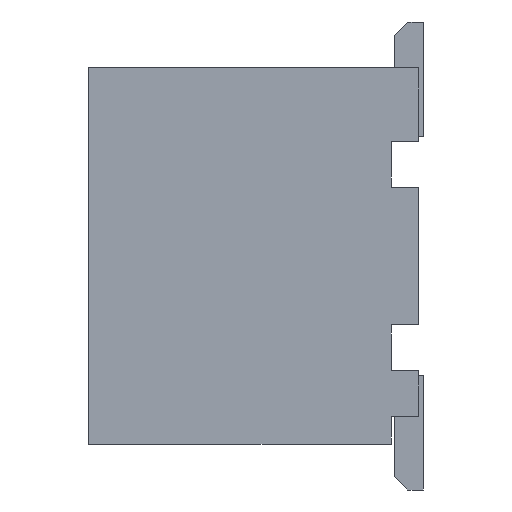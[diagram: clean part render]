
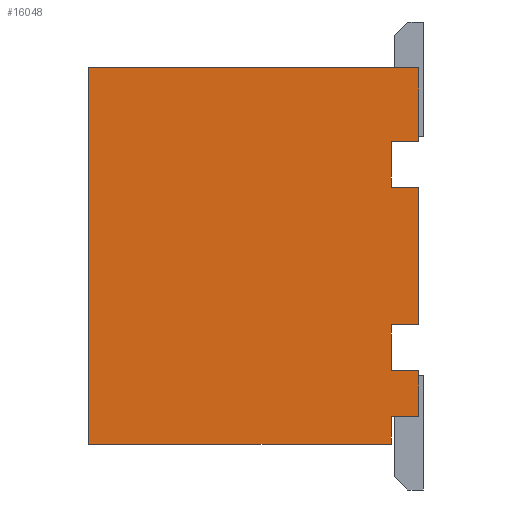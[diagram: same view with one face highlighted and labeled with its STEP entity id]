
A CAD part, left-side view. The second image highlights one B-rep face of the part: STEP entity #16048.
In plain terms, the highlighted planar face has unit normal (-1, 0, 0).
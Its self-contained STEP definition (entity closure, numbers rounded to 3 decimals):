
#1=DIRECTION('',(0.,-1.,0.));
#2=VECTOR('',#1,3.6);
#3=CARTESIAN_POINT('',(-5.7,1.8,2.05));
#4=LINE('',#3,#2);
#5=DIRECTION('',(0.,0.,-1.));
#6=VECTOR('',#5,0.8);
#7=CARTESIAN_POINT('',(-5.7,-1.8,2.05));
#8=LINE('',#7,#6);
#9=DIRECTION('',(0.,1.,0.));
#10=VECTOR('',#9,0.3);
#11=CARTESIAN_POINT('',(-5.7,-1.8,1.25));
#12=LINE('',#11,#10);
#13=DIRECTION('',(0.,0.,-1.));
#14=VECTOR('',#13,0.5);
#15=CARTESIAN_POINT('',(-5.7,-1.5,1.25));
#16=LINE('',#15,#14);
#17=DIRECTION('',(0.,-1.,0.));
#18=VECTOR('',#17,0.3);
#19=CARTESIAN_POINT('',(-5.7,-1.5,0.75));
#20=LINE('',#19,#18);
#21=DIRECTION('',(0.,0.,-1.));
#22=VECTOR('',#21,1.5);
#23=CARTESIAN_POINT('',(-5.7,-1.8,0.75));
#24=LINE('',#23,#22);
#25=DIRECTION('',(0.,1.,0.));
#26=VECTOR('',#25,0.3);
#27=CARTESIAN_POINT('',(-5.7,-1.8,-0.75));
#28=LINE('',#27,#26);
#29=DIRECTION('',(0.,0.,-1.));
#30=VECTOR('',#29,0.5);
#31=CARTESIAN_POINT('',(-5.7,-1.5,-0.75));
#32=LINE('',#31,#30);
#33=DIRECTION('',(0.,-1.,0.));
#34=VECTOR('',#33,0.3);
#35=CARTESIAN_POINT('',(-5.7,-1.5,-1.25));
#36=LINE('',#35,#34);
#37=DIRECTION('',(0.,0.,-1.));
#38=VECTOR('',#37,0.5);
#39=CARTESIAN_POINT('',(-5.7,-1.8,-1.25));
#40=LINE('',#39,#38);
#41=DIRECTION('',(0.,1.,0.));
#42=VECTOR('',#41,0.3);
#43=CARTESIAN_POINT('',(-5.7,-1.8,-1.75));
#44=LINE('',#43,#42);
#45=DIRECTION('',(0.,0.,-1.));
#46=VECTOR('',#45,0.3);
#47=CARTESIAN_POINT('',(-5.7,-1.5,-1.75));
#48=LINE('',#47,#46);
#49=DIRECTION('',(0.,1.,0.));
#50=VECTOR('',#49,3.3);
#51=CARTESIAN_POINT('',(-5.7,-1.5,-2.05));
#52=LINE('',#51,#50);
#53=DIRECTION('',(0.,0.,1.));
#54=VECTOR('',#53,4.1);
#55=CARTESIAN_POINT('',(-5.7,1.8,-2.05));
#56=LINE('',#55,#54);
#12041=CARTESIAN_POINT('',(-5.7,1.8,2.05));
#12042=CARTESIAN_POINT('',(-5.7,-1.8,2.05));
#12043=VERTEX_POINT('',#12041);
#12044=VERTEX_POINT('',#12042);
#12045=CARTESIAN_POINT('',(-5.7,-1.8,1.25));
#12046=VERTEX_POINT('',#12045);
#12047=CARTESIAN_POINT('',(-5.7,-1.5,1.25));
#12048=VERTEX_POINT('',#12047);
#12049=CARTESIAN_POINT('',(-5.7,-1.5,0.75));
#12050=VERTEX_POINT('',#12049);
#12051=CARTESIAN_POINT('',(-5.7,-1.8,0.75));
#12052=VERTEX_POINT('',#12051);
#12053=CARTESIAN_POINT('',(-5.7,-1.8,-0.75));
#12054=VERTEX_POINT('',#12053);
#12055=CARTESIAN_POINT('',(-5.7,-1.5,-0.75));
#12056=VERTEX_POINT('',#12055);
#12057=CARTESIAN_POINT('',(-5.7,-1.5,-1.25));
#12058=VERTEX_POINT('',#12057);
#12059=CARTESIAN_POINT('',(-5.7,-1.8,-1.25));
#12060=VERTEX_POINT('',#12059);
#12061=CARTESIAN_POINT('',(-5.7,-1.8,-1.75));
#12062=VERTEX_POINT('',#12061);
#12063=CARTESIAN_POINT('',(-5.7,-1.5,-1.75));
#12064=VERTEX_POINT('',#12063);
#12065=CARTESIAN_POINT('',(-5.7,-1.5,-2.05));
#12066=VERTEX_POINT('',#12065);
#12067=CARTESIAN_POINT('',(-5.7,1.8,-2.05));
#12068=VERTEX_POINT('',#12067);
#16013=CARTESIAN_POINT('',(-5.7,0.,0.));
#16014=DIRECTION('',(1.,0.,0.));
#16015=DIRECTION('',(0.,0.,-1.));
#16016=AXIS2_PLACEMENT_3D('',#16013,#16014,#16015);
#16017=PLANE('',#16016);
#16019=ORIENTED_EDGE('',*,*,#16018,.T.);
#16021=ORIENTED_EDGE('',*,*,#16020,.T.);
#16023=ORIENTED_EDGE('',*,*,#16022,.T.);
#16025=ORIENTED_EDGE('',*,*,#16024,.T.);
#16027=ORIENTED_EDGE('',*,*,#16026,.T.);
#16029=ORIENTED_EDGE('',*,*,#16028,.T.);
#16031=ORIENTED_EDGE('',*,*,#16030,.T.);
#16033=ORIENTED_EDGE('',*,*,#16032,.T.);
#16035=ORIENTED_EDGE('',*,*,#16034,.T.);
#16037=ORIENTED_EDGE('',*,*,#16036,.T.);
#16039=ORIENTED_EDGE('',*,*,#16038,.T.);
#16041=ORIENTED_EDGE('',*,*,#16040,.T.);
#16043=ORIENTED_EDGE('',*,*,#16042,.T.);
#16045=ORIENTED_EDGE('',*,*,#16044,.T.);
#16046=EDGE_LOOP('',(#16019,#16021,#16023,#16025,#16027,#16029,#16031,#16033,
#16035,#16037,#16039,#16041,#16043,#16045));
#16047=FACE_OUTER_BOUND('',#16046,.F.);
#16048=ADVANCED_FACE('',(#16047),#16017,.F.);
#16018=EDGE_CURVE('',#12043,#12044,#4,.T.);
#16020=EDGE_CURVE('',#12044,#12046,#8,.T.);
#16022=EDGE_CURVE('',#12046,#12048,#12,.T.);
#16024=EDGE_CURVE('',#12048,#12050,#16,.T.);
#16026=EDGE_CURVE('',#12050,#12052,#20,.T.);
#16028=EDGE_CURVE('',#12052,#12054,#24,.T.);
#16030=EDGE_CURVE('',#12054,#12056,#28,.T.);
#16032=EDGE_CURVE('',#12056,#12058,#32,.T.);
#16034=EDGE_CURVE('',#12058,#12060,#36,.T.);
#16036=EDGE_CURVE('',#12060,#12062,#40,.T.);
#16038=EDGE_CURVE('',#12062,#12064,#44,.T.);
#16040=EDGE_CURVE('',#12064,#12066,#48,.T.);
#16042=EDGE_CURVE('',#12066,#12068,#52,.T.);
#16044=EDGE_CURVE('',#12068,#12043,#56,.T.);
